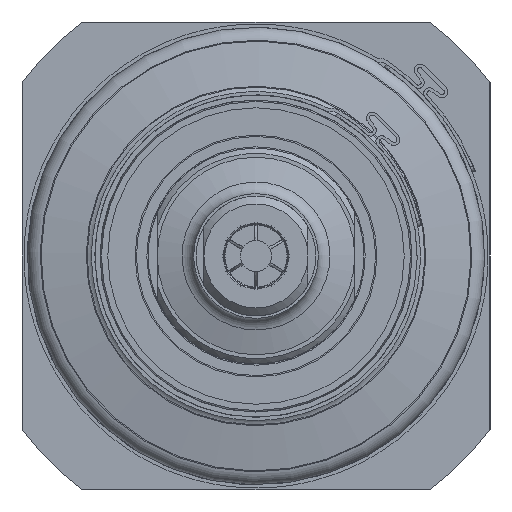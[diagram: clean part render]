
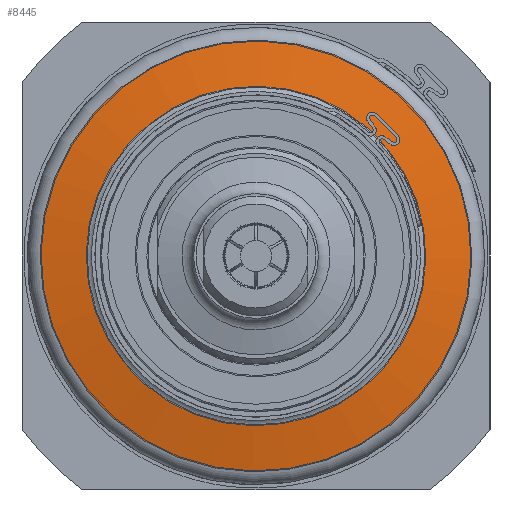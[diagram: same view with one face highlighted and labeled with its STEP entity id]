
A CAD part, left-side view. The second image highlights one B-rep face of the part: STEP entity #8445.
In plain terms, the highlighted conical face has half-angle 80 degrees and reference radius 37.087 mm.
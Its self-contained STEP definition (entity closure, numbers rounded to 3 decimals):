
#1026=CONICAL_SURFACE('',#9257,37.087,80.);
#1425=FACE_BOUND('',#2375,.T.);
#1740=FACE_OUTER_BOUND('',#2374,.T.);
#2374=EDGE_LOOP('',(#6025));
#2375=EDGE_LOOP('',(#6026));
#3017=CIRCLE('',#9256,32.653);
#3018=CIRCLE('',#9258,41.521);
#3610=VERTEX_POINT('',#13611);
#3611=VERTEX_POINT('',#13614);
#4510=EDGE_CURVE('',#3610,#3610,#3017,.T.);
#4511=EDGE_CURVE('',#3611,#3611,#3018,.T.);
#6025=ORIENTED_EDGE('',*,*,#4510,.T.);
#6026=ORIENTED_EDGE('',*,*,#4511,.F.);
#8445=ADVANCED_FACE('',(#1740,#1425),#1026,.T.);
#9256=AXIS2_PLACEMENT_3D('',#13612,#10906,#10907);
#9257=AXIS2_PLACEMENT_3D('',#13613,#10908,#10909);
#9258=AXIS2_PLACEMENT_3D('',#13615,#10910,#10911);
#10906=DIRECTION('center_axis',(1.,0.,0.));
#10907=DIRECTION('ref_axis',(0.,-0.157,-0.988));
#10908=DIRECTION('center_axis',(1.,0.,0.));
#10909=DIRECTION('ref_axis',(0.,0.988,-0.157));
#10910=DIRECTION('center_axis',(1.,0.,0.));
#10911=DIRECTION('ref_axis',(0.,-0.157,-0.988));
#13611=CARTESIAN_POINT('',(53.006,32.246,-5.135));
#13612=CARTESIAN_POINT('Origin',(53.006,0.,
0.));
#13613=CARTESIAN_POINT('Origin',(53.788,0.,
0.));
#13614=CARTESIAN_POINT('',(54.57,41.004,-6.53));
#13615=CARTESIAN_POINT('Origin',(54.57,0.,
0.));
